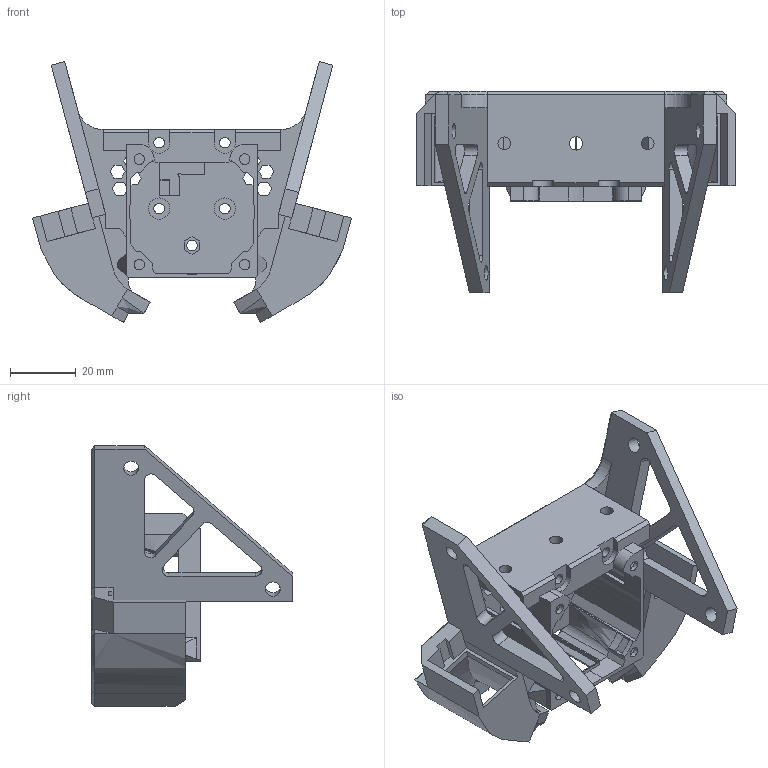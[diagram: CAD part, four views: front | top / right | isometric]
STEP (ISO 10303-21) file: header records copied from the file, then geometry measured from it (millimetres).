
FILE_DESCRIPTION(/* description */ ('STEP AP242','CAx-IF Rec.Pracs.---Representation and Presentation of Product Manufacturing Information (PMI)---4.0---2014-10-13','CAx-IF Rec.Pracs.---3D Tessellated Geometry---0.4---2014-09-14','2;1'),/* implementation_level */ '2;1');
FILE_NAME(/* name */ '65822410fef7f62c45cb6c95',/* time_stamp */ '2023-12-19T23:15:30Z',/* author */ (''),/* organization */ (''),/* preprocessor_version */ 'ST-DEVELOPER v19.4',/* originating_system */ ' ',/* authorisation */ ' ');
FILE_SCHEMA (('AP242_MANAGED_MODEL_BASED_3D_ENGINEERING_MIM_LF { 1 0 10303 442 1 1 4 }'));
Length unit declared in the file: metre
Products named in the file (1): toolhead-main-body
Bounding box: 96.78 x 61.1 x 79.22 mm (x, y, z)
Volume: 58621.3 mm3; surface area: 34457.8 mm2
Topology: 1 solids, 1 shells, 462 faces, 1306 edges, 836 vertices
Faces by surface type: plane 350, cylinder 72, bspline 28, cone 12
Full cylindrical faces by diameter (mm): 3.2 x13, 3.9 x2, 4 x2, 4.05 x1, 4.5 x4, 6.5 x2
Entity records: 15439 total; most frequent: CARTESIAN_POINT 3407, ORIENTED_EDGE 2518, DIRECTION 2260, EDGE_CURVE 1259, LINE 1024, VECTOR 1024, VERTEX_POINT 827, AXIS2_PLACEMENT_3D 618
